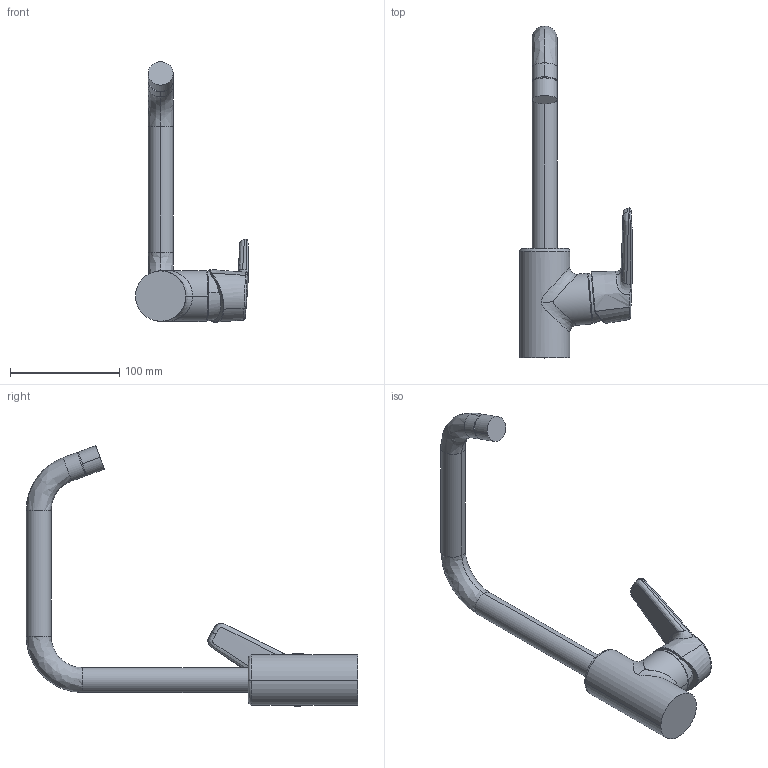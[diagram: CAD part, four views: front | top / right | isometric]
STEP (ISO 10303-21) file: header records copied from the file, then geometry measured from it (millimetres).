
FILE_DESCRIPTION (( 'STEP AP203' ), '1' );
FILE_NAME ('3931F(2016)+51562293+515622930037.STEP', '2019-03-26T05:44:23', ( '' ), ( '' ), 'SwSTEP 2.0', 'SolidWorks 2016', '' );
FILE_SCHEMA (( 'CONFIG_CONTROL_DESIGN' ));
Length unit declared in the file: millimetre
Products named in the file (1): 3931F(2016)+51562293+515622930037
Bounding box: 103.2 x 303 x 238.09 mm (x, y, z)
Volume: 447704.9 mm3; surface area: 60125.2 mm2
Topology: 1 solids, 1 shells, 67 faces, 186 edges, 125 vertices
Faces by surface type: bspline 42, cylinder 14, plane 8, torus 2, cone 1
Entity records: 18653 total; most frequent: CARTESIAN_POINT 17180, ORIENTED_EDGE 372, EDGE_CURVE 186, DIRECTION 178, VERTEX_POINT 125, B_SPLINE_CURVE_WITH_KNOTS 111, AXIS2_PLACEMENT_3D 80, EDGE_LOOP 71
